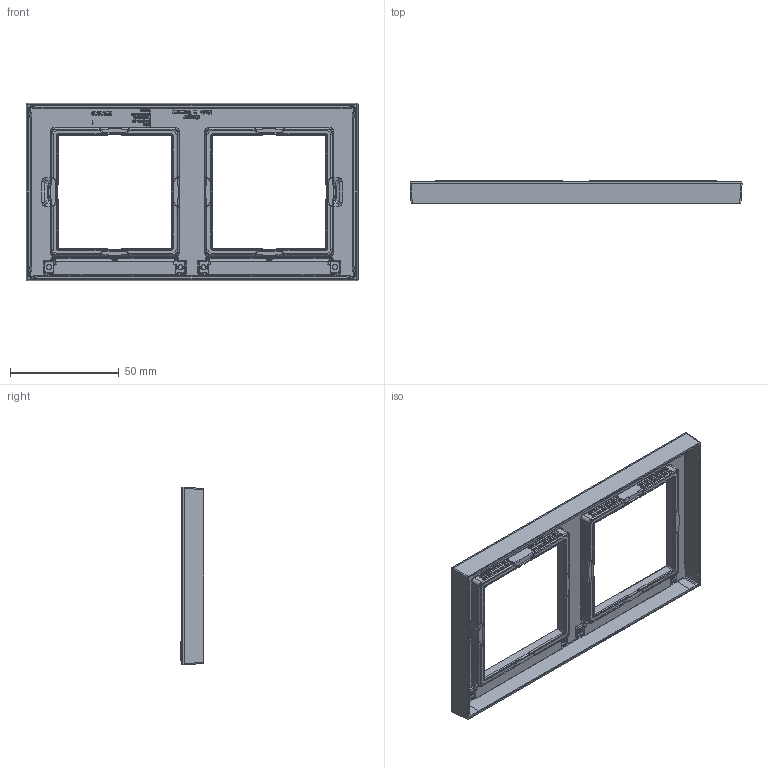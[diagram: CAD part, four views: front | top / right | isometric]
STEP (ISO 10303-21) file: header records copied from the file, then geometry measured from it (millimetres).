
FILE_DESCRIPTION((''),'2;1');
FILE_NAME('WAD6202XX_GEN__ASM','2025-10-31T08:06:06',('dembskd'),(''),'CREO PARAMETRIC BY PTC INC, 2025010','CREO PARAMETRIC BY PTC INC, 2025010','');
FILE_SCHEMA(('CONFIG_CONTROL_DESIGN','SHAPE_APPEARANCE_LAYERS_GROUPS'));
Products named in the file (8): W4GXXXX; W1A2326_GEN; W1A2319_99; W2A0581_00_ASM; W1A2343_GEN; W1Z0186_00; W2A2343_99_ASM; WAD6202XX_GEN__ASM
Assembly tree (9 placements, depth 3):
  WAD6202XX_GEN__ASM
    W4GXXXX
    W2A0581_00_ASM
      W1A2326_GEN
      W1A2319_99  x2
    W2A2343_99_ASM  x2
      W1A2343_GEN
      W1Z0186_00
Bounding box: 152.5 x 10.7 x 81.5 mm (x, y, z)
Volume: 23232.3 mm3; surface area: 34148.8 mm2
Topology: 7 solids, 7 shells, 3302 faces, 8687 edges, 5558 vertices
Faces by surface type: plane 1460, extrusion 782, cylinder 542, bspline 302, sphere 112, cone 52, torus 44, revolution 8
Entity records: 120893 total; most frequent: CARTESIAN_POINT 47335, ORIENTED_EDGE 16168, DIRECTION 11812, EDGE_CURVE 8084, VECTOR 5748, VERTEX_POINT 5196, LINE 4966, EDGE_LOOP 3224
